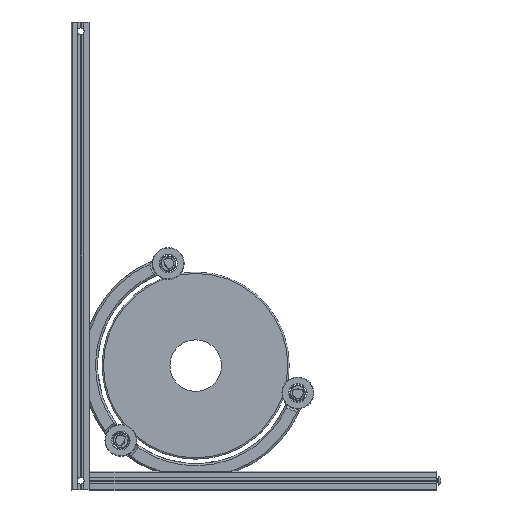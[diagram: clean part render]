
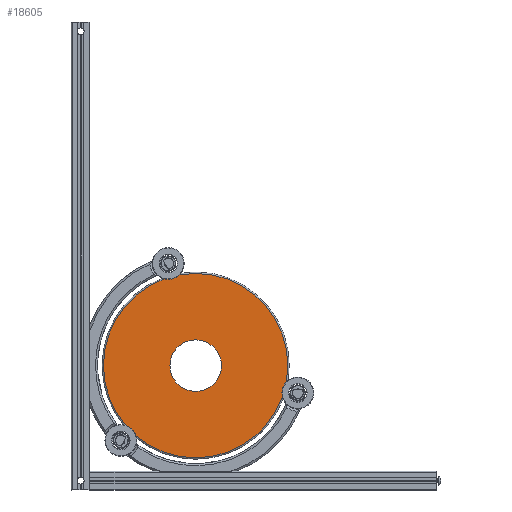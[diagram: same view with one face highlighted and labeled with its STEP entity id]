
A CAD part, left-side view. The second image highlights one B-rep face of the part: STEP entity #18605.
In plain terms, the highlighted planar face has unit normal (-1, 0, 0).
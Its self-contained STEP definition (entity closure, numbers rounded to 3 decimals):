
#847=PLANE('',#20672);
#906=FACE_BOUND('',#3219,.T.);
#2136=FACE_OUTER_BOUND('',#3218,.T.);
#3218=EDGE_LOOP('',(#17216));
#3219=EDGE_LOOP('',(#17217));
#3947=CIRCLE('',#20673,98.5);
#3948=CIRCLE('',#20674,27.5);
#8913=VERTEX_POINT('',#45418);
#8914=VERTEX_POINT('',#45420);
#11682=EDGE_CURVE('',#8913,#8913,#3947,.T.);
#11683=EDGE_CURVE('',#8914,#8914,#3948,.T.);
#17216=ORIENTED_EDGE('',*,*,#11682,.F.);
#17217=ORIENTED_EDGE('',*,*,#11683,.T.);
#18605=ADVANCED_FACE('',(#2136,#906),#847,.T.);
#20672=AXIS2_PLACEMENT_3D('',#45417,#25708,#25709);
#20673=AXIS2_PLACEMENT_3D('',#45419,#25710,#25711);
#20674=AXIS2_PLACEMENT_3D('',#45421,#25712,#25713);
#25708=DIRECTION('center_axis',(-1.,0.,0.));
#25709=DIRECTION('ref_axis',(0.,-1.,0.));
#25710=DIRECTION('center_axis',(1.,0.,0.));
#25711=DIRECTION('ref_axis',(0.,-1.,0.));
#25712=DIRECTION('center_axis',(1.,0.,0.));
#25713=DIRECTION('ref_axis',(0.,-1.,0.));
#45417=CARTESIAN_POINT('Origin',(-400.,267.097,112.903));
#45418=CARTESIAN_POINT('',(-400.,267.097,211.403));
#45419=CARTESIAN_POINT('Origin',(-400.,267.097,112.903));
#45420=CARTESIAN_POINT('',(-400.,294.597,112.903));
#45421=CARTESIAN_POINT('Origin',(-400.,267.097,112.903));
